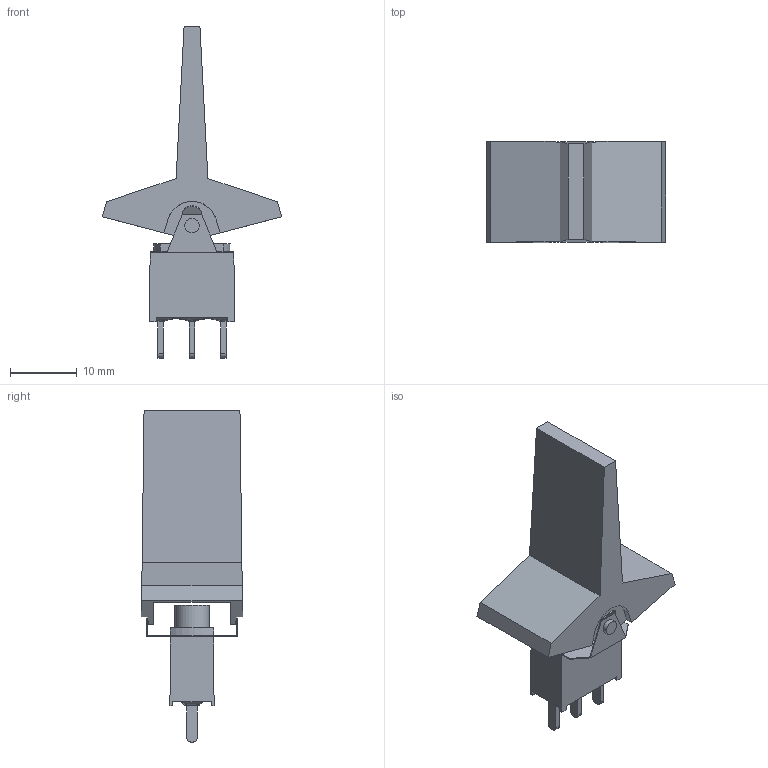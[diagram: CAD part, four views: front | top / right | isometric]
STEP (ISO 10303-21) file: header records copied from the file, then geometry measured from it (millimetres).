
FILE_DESCRIPTION(/* description */ (''),/* implementation_level */ '2;1');
FILE_NAME(/* name */ '300AWSPxJ4xxxM3xE.stp',/* time_stamp */ '2026-01-19T17:30:27-06:00',/* author */ ('jmeyers'),/* organization */ (''),/* preprocessor_version */ 'ST-DEVELOPER v18.1',/* originating_system */ 'Autodesk Inventor 2022',/* authorisation */ '');
FILE_SCHEMA (('AUTOMOTIVE_DESIGN { 1 0 10303 214 3 1 1 }'));
Length unit declared in the file: inch
Products named in the file (1): Part32
Bounding box: 26.8 x 15.11 x 49.6 mm (x, y, z)
Volume: 2425.1 mm3; surface area: 3930.2 mm2
Topology: 1 solids, 1 shells, 149 faces, 388 edges, 252 vertices
Faces by surface type: plane 111, cylinder 30, bspline 8
Full cylindrical faces by diameter (mm): 0.55 x2, 2.15 x4, 3.2 x1, 5.2 x1
Entity records: 4936 total; most frequent: CARTESIAN_POINT 1293, ORIENTED_EDGE 776, DIRECTION 686, EDGE_CURVE 388, LINE 282, VECTOR 282, VERTEX_POINT 252, AXIS2_PLACEMENT_3D 202
